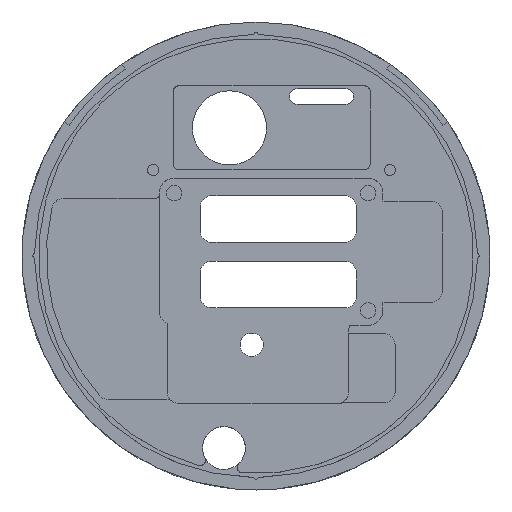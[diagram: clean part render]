
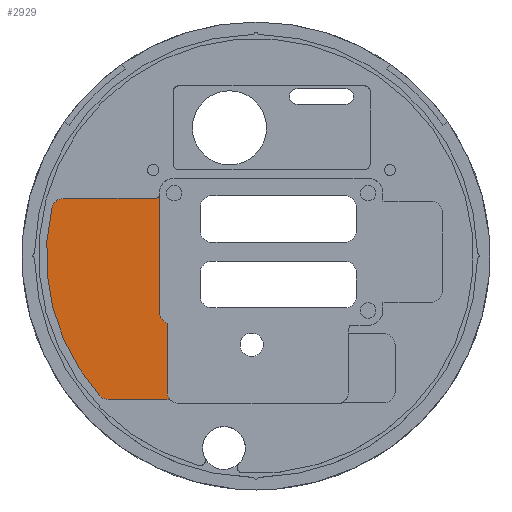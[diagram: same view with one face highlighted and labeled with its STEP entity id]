
A CAD part, top view. The second image highlights one B-rep face of the part: STEP entity #2929.
In plain terms, the highlighted planar face has unit normal (0, 0, 1).
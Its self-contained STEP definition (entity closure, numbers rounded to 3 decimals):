
#42=PLANE('',#3131);
#114=FACE_OUTER_BOUND('',#275,.T.);
#275=EDGE_LOOP('',(#1994,#1995,#1996,#1997,#1998,#1999,#2000,#2001,#2002,
#2003,#2004));
#469=LINE('',#4542,#720);
#473=LINE('',#4552,#724);
#478=LINE('',#4566,#729);
#479=LINE('',#4569,#730);
#720=VECTOR('',#3547,10.);
#724=VECTOR('',#3557,10.);
#729=VECTOR('',#3570,10.);
#730=VECTOR('',#3573,10.);
#950=CIRCLE('',#3098,2.5);
#976=CIRCLE('',#3127,1.);
#977=CIRCLE('',#3130,3.);
#978=CIRCLE('',#3132,3.);
#979=CIRCLE('',#3133,3.8);
#980=CIRCLE('',#3134,3.);
#981=CIRCLE('',#3135,53.75);
#1156=VERTEX_POINT('',#4443);
#1157=VERTEX_POINT('',#4445);
#1203=VERTEX_POINT('',#4541);
#1204=VERTEX_POINT('',#4545);
#1205=VERTEX_POINT('',#4547);
#1206=VERTEX_POINT('',#4551);
#1209=VERTEX_POINT('',#4559);
#1210=VERTEX_POINT('',#4563);
#1211=VERTEX_POINT('',#4565);
#1212=VERTEX_POINT('',#4568);
#1213=VERTEX_POINT('',#4570);
#1470=EDGE_CURVE('',#1156,#1157,#950,.F.);
#1518=EDGE_CURVE('',#1203,#1157,#469,.F.);
#1521=EDGE_CURVE('',#1204,#1205,#976,.F.);
#1523=EDGE_CURVE('',#1205,#1206,#473,.T.);
#1527=EDGE_CURVE('',#1209,#1203,#977,.T.);
#1529=EDGE_CURVE('',#1156,#1210,#978,.F.);
#1530=EDGE_CURVE('',#1211,#1210,#478,.T.);
#1531=EDGE_CURVE('',#1206,#1211,#979,.T.);
#1532=EDGE_CURVE('',#1212,#1204,#479,.T.);
#1533=EDGE_CURVE('',#1212,#1213,#980,.T.);
#1534=EDGE_CURVE('',#1209,#1213,#981,.F.);
#1994=ORIENTED_EDGE('',*,*,#1527,.T.);
#1995=ORIENTED_EDGE('',*,*,#1518,.T.);
#1996=ORIENTED_EDGE('',*,*,#1470,.F.);
#1997=ORIENTED_EDGE('',*,*,#1529,.T.);
#1998=ORIENTED_EDGE('',*,*,#1530,.F.);
#1999=ORIENTED_EDGE('',*,*,#1531,.F.);
#2000=ORIENTED_EDGE('',*,*,#1523,.F.);
#2001=ORIENTED_EDGE('',*,*,#1521,.F.);
#2002=ORIENTED_EDGE('',*,*,#1532,.F.);
#2003=ORIENTED_EDGE('',*,*,#1533,.T.);
#2004=ORIENTED_EDGE('',*,*,#1534,.F.);
#2929=ADVANCED_FACE('',(#114),#42,.F.);
#3098=AXIS2_PLACEMENT_3D('',#4446,#3469,#3470);
#3127=AXIS2_PLACEMENT_3D('',#4548,#3552,#3553);
#3130=AXIS2_PLACEMENT_3D('',#4560,#3563,#3564);
#3131=AXIS2_PLACEMENT_3D('',#4562,#3566,#3567);
#3132=AXIS2_PLACEMENT_3D('',#4564,#3568,#3569);
#3133=AXIS2_PLACEMENT_3D('',#4567,#3571,#3572);
#3134=AXIS2_PLACEMENT_3D('',#4571,#3574,#3575);
#3135=AXIS2_PLACEMENT_3D('',#4572,#3576,#3577);
#3469=DIRECTION('center_axis',(0.,0.,-1.));
#3470=DIRECTION('ref_axis',(0.293,0.956,0.));
#3547=DIRECTION('',(-1.,0.,0.));
#3552=DIRECTION('center_axis',(0.,0.,-1.));
#3553=DIRECTION('ref_axis',(0.707,-0.707,0.));
#3557=DIRECTION('',(0.,-1.,0.));
#3563=DIRECTION('center_axis',(0.,0.,1.));
#3564=DIRECTION('ref_axis',(-0.408,-0.913,0.));
#3566=DIRECTION('center_axis',(0.,0.,-1.));
#3567=DIRECTION('ref_axis',(0.,1.,0.));
#3568=DIRECTION('center_axis',(0.,0.,1.));
#3569=DIRECTION('ref_axis',(-0.707,-0.707,0.));
#3570=DIRECTION('',(0.,-1.,0.));
#3571=DIRECTION('center_axis',(0.,0.,1.));
#3572=DIRECTION('ref_axis',(-1.,0.,0.));
#3573=DIRECTION('',(1.,0.,0.));
#3574=DIRECTION('center_axis',(0.,0.,1.));
#3575=DIRECTION('ref_axis',(-0.62,0.785,0.));
#3576=DIRECTION('center_axis',(0.,0.,1.));
#3577=DIRECTION('ref_axis',(-0.962,0.274,0.));
#4443=CARTESIAN_POINT('',(-0.482,-59.674,-36.064));
#4445=CARTESIAN_POINT('',(-1.882,-59.246,-36.064));
#4446=CARTESIAN_POINT('Origin',(-1.882,-61.746,-36.064));
#4541=CARTESIAN_POINT('',(-16.827,-59.246,-36.064));
#4542=CARTESIAN_POINT('',(-5.052,-59.246,-36.064));
#4545=CARTESIAN_POINT('',(-4.8,-7.68,-36.064));
#4547=CARTESIAN_POINT('',(-3.8,-6.68,-36.064));
#4548=CARTESIAN_POINT('Origin',(-4.8,-6.68,-36.064));
#4551=CARTESIAN_POINT('',(-3.8,-36.391,-36.064));
#4552=CARTESIAN_POINT('',(-3.8,-47.068,-36.064));
#4559=CARTESIAN_POINT('',(-19.063,-58.246,-36.064));
#4560=CARTESIAN_POINT('Origin',(-16.827,-56.246,-36.064));
#4562=CARTESIAN_POINT('Origin',(-5.052,-57.746,-36.064));
#4563=CARTESIAN_POINT('',(-1.802,-57.189,-36.064));
#4564=CARTESIAN_POINT('Origin',(1.198,-57.189,-36.064));
#4565=CARTESIAN_POINT('',(-1.802,-39.736,-36.064));
#4566=CARTESIAN_POINT('',(-1.802,-58.967,-36.064));
#4567=CARTESIAN_POINT('Origin',(0.,-36.391,
-36.064));
#4568=CARTESIAN_POINT('',(-28.375,-7.68,-36.064));
#4569=CARTESIAN_POINT('',(-5.052,-7.68,-36.064));
#4570=CARTESIAN_POINT('',(-31.294,-9.987,-36.064));
#4571=CARTESIAN_POINT('Origin',(-28.375,-10.68,-36.064));
#4572=CARTESIAN_POINT('Origin',(21.,-22.413,-36.064));
